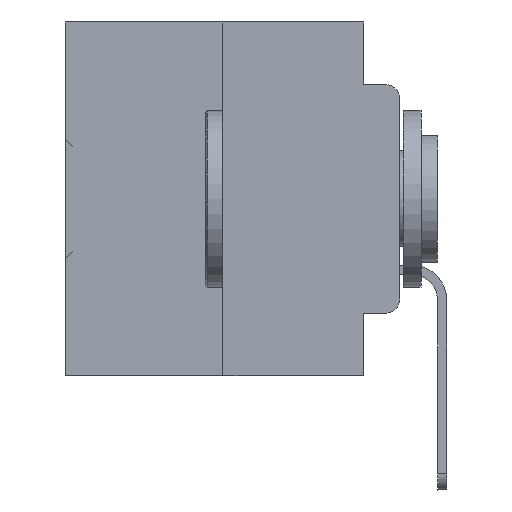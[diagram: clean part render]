
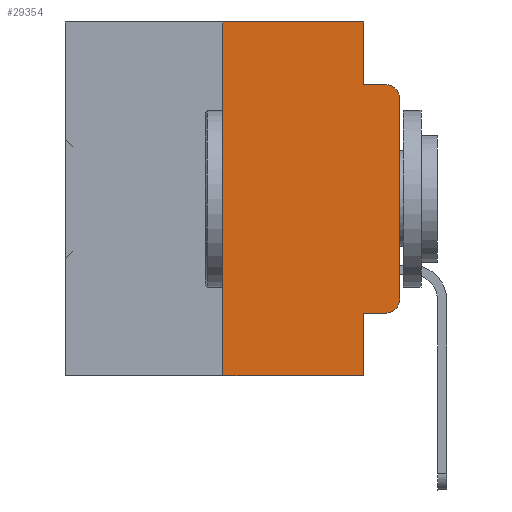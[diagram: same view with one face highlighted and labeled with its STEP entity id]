
A CAD part, left-side view. The second image highlights one B-rep face of the part: STEP entity #29354.
In plain terms, the highlighted planar face has unit normal (-1, 0, 0).
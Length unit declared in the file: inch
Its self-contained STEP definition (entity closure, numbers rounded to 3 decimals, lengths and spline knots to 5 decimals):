
#307 = LINE ( 'NONE', #5864, #1439 ) ;
#321 = CARTESIAN_POINT ( 'NONE',  ( 0., 0.051, -0.0885 ) ) ;
#559 = VERTEX_POINT ( 'NONE', #23418 ) ;
#888 = EDGE_CURVE ( 'NONE', #26891, #36882, #25704, .T. ) ;
#1439 = VECTOR ( 'NONE', #35223, 39.37008 ) ;
#1845 = LINE ( 'NONE', #25430, #18296 ) ;
#2059 = ORIENTED_EDGE ( 'NONE', *, *, #3791, .F. ) ;
#3562 = EDGE_LOOP ( 'NONE', ( #3830, #16190, #30112, #24826, #2059, #10655, #21971, #16232, #17840, #12005 ) ) ;
#3710 = CARTESIAN_POINT ( 'NONE',  ( 0., 0.25, -0.5 ) ) ;
#3791 = EDGE_CURVE ( 'NONE', #32890, #14872, #24949, .T. ) ;
#3830 = ORIENTED_EDGE ( 'NONE', *, *, #10994, .T. ) ;
#3880 = LINE ( 'NONE', #27503, #30151 ) ;
#4359 = CARTESIAN_POINT ( 'NONE',  ( 0., 0.051, -0.4115 ) ) ;
#4960 = DIRECTION ( 'NONE',  ( 1., 0., 0. ) ) ;
#5214 = EDGE_CURVE ( 'NONE', #27430, #26221, #13093, .T. ) ;
#5525 = EDGE_CURVE ( 'NONE', #26891, #27430, #30647, .T. ) ;
#5707 = CARTESIAN_POINT ( 'NONE',  ( 0., 0.473, 0. ) ) ;
#5864 = CARTESIAN_POINT ( 'NONE',  ( 0., 0.051, -0.0885 ) ) ;
#6855 = EDGE_CURVE ( 'NONE', #14872, #21560, #18567, .T. ) ;
#7443 = AXIS2_PLACEMENT_3D ( 'NONE', #20141, #28012, #13626 ) ;
#7532 = VERTEX_POINT ( 'NONE', #3710 ) ;
#9049 = DIRECTION ( 'NONE',  ( 0., 0., -1. ) ) ;
#10377 = DIRECTION ( 'NONE',  ( 0., -1., 0. ) ) ;
#10655 = ORIENTED_EDGE ( 'NONE', *, *, #31785, .F. ) ;
#10994 = EDGE_CURVE ( 'NONE', #26221, #559, #1845, .T. ) ;
#12005 = ORIENTED_EDGE ( 'NONE', *, *, #5214, .T. ) ;
#13093 = CIRCLE ( 'NONE', #7443, 0.02 ) ;
#13094 = CARTESIAN_POINT ( 'NONE',  ( 0., 0.02, -0.4115 ) ) ;
#13615 = LINE ( 'NONE', #25124, #31849 ) ;
#13626 = DIRECTION ( 'NONE',  ( 0., 0., -1. ) ) ;
#13728 = VECTOR ( 'NONE', #9049, 39.37008 ) ;
#14872 = VERTEX_POINT ( 'NONE', #19666 ) ;
#16190 = ORIENTED_EDGE ( 'NONE', *, *, #32304, .T. ) ;
#16232 = ORIENTED_EDGE ( 'NONE', *, *, #888, .F. ) ;
#16683 = DIRECTION ( 'NONE',  ( 0., 0., -1. ) ) ;
#17840 = ORIENTED_EDGE ( 'NONE', *, *, #5525, .T. ) ;
#18296 = VECTOR ( 'NONE', #19501, 39.37008 ) ;
#18567 = LINE ( 'NONE', #33738, #13728 ) ;
#18868 = EDGE_CURVE ( 'NONE', #21560, #21855, #307, .T. ) ;
#19050 = DIRECTION ( 'NONE',  ( 0., 0., 1. ) ) ;
#19501 = DIRECTION ( 'NONE',  ( 0., 0., 1. ) ) ;
#19666 = CARTESIAN_POINT ( 'NONE',  ( 0., 0.051, 0. ) ) ;
#19778 = AXIS2_PLACEMENT_3D ( 'NONE', #32833, #31977, #31400 ) ;
#20141 = CARTESIAN_POINT ( 'NONE',  ( 0., 0.02, -0.3915 ) ) ;
#20317 = CARTESIAN_POINT ( 'NONE',  ( 0., 0.051, 0. ) ) ;
#20488 = DIRECTION ( 'NONE',  ( 0., 0., -1. ) ) ;
#20815 = CARTESIAN_POINT ( 'NONE',  ( 0., 0.051, -0.4115 ) ) ;
#21560 = VERTEX_POINT ( 'NONE', #321 ) ;
#21855 = VERTEX_POINT ( 'NONE', #33702 ) ;
#21971 = ORIENTED_EDGE ( 'NONE', *, *, #27933, .T. ) ;
#22337 = VECTOR ( 'NONE', #24894, 39.37008 ) ;
#22661 = CARTESIAN_POINT ( 'NONE',  ( 0., 0., -0.3915 ) ) ;
#23418 = CARTESIAN_POINT ( 'NONE',  ( 0., 0., -0.1085 ) ) ;
#23604 = VECTOR ( 'NONE', #10377, 39.37008 ) ;
#24826 = ORIENTED_EDGE ( 'NONE', *, *, #6855, .F. ) ;
#24894 = DIRECTION ( 'NONE',  ( 0., -1., 0. ) ) ;
#24949 = LINE ( 'NONE', #36656, #23604 ) ;
#25124 = CARTESIAN_POINT ( 'NONE',  ( 0., 0.473, -0.5 ) ) ;
#25430 = CARTESIAN_POINT ( 'NONE',  ( 0., 0., 0. ) ) ;
#25704 = LINE ( 'NONE', #20317, #29526 ) ;
#26221 = VERTEX_POINT ( 'NONE', #22661 ) ;
#26891 = VERTEX_POINT ( 'NONE', #20815 ) ;
#27430 = VERTEX_POINT ( 'NONE', #13094 ) ;
#27503 = CARTESIAN_POINT ( 'NONE',  ( 0., 0.25, 0. ) ) ;
#27933 = EDGE_CURVE ( 'NONE', #7532, #36882, #13615, .T. ) ;
#28012 = DIRECTION ( 'NONE',  ( -1., 0., 0. ) ) ;
#29354 = ADVANCED_FACE ( 'NONE', ( #31828 ), #34145, .F. ) ;
#29526 = VECTOR ( 'NONE', #20488, 39.37008 ) ;
#30112 = ORIENTED_EDGE ( 'NONE', *, *, #18868, .F. ) ;
#30151 = VECTOR ( 'NONE', #19050, 39.37008 ) ;
#30178 = CIRCLE ( 'NONE', #19778, 0.02 ) ;
#30647 = LINE ( 'NONE', #4359, #22337 ) ;
#30858 = DIRECTION ( 'NONE',  ( 0., -1., 0. ) ) ;
#31400 = DIRECTION ( 'NONE',  ( 0., 0., -1. ) ) ;
#31785 = EDGE_CURVE ( 'NONE', #7532, #32890, #3880, .T. ) ;
#31828 = FACE_OUTER_BOUND ( 'NONE', #3562, .T. ) ;
#31849 = VECTOR ( 'NONE', #30858, 39.37008 ) ;
#31977 = DIRECTION ( 'NONE',  ( -1., 0., 0. ) ) ;
#32304 = EDGE_CURVE ( 'NONE', #559, #21855, #30178, .T. ) ;
#32447 = AXIS2_PLACEMENT_3D ( 'NONE', #5707, #4960, #16683 ) ;
#32833 = CARTESIAN_POINT ( 'NONE',  ( 0., 0.02, -0.1085 ) ) ;
#32890 = VERTEX_POINT ( 'NONE', #33098 ) ;
#33098 = CARTESIAN_POINT ( 'NONE',  ( 0., 0.25, 0. ) ) ;
#33702 = CARTESIAN_POINT ( 'NONE',  ( 0., 0.02, -0.0885 ) ) ;
#33738 = CARTESIAN_POINT ( 'NONE',  ( 0., 0.051, 0. ) ) ;
#34145 = PLANE ( 'NONE',  #32447 ) ;
#35223 = DIRECTION ( 'NONE',  ( 0., -1., 0. ) ) ;
#36463 = CARTESIAN_POINT ( 'NONE',  ( 0., 0.051, -0.5 ) ) ;
#36656 = CARTESIAN_POINT ( 'NONE',  ( 0., 0.473, 0. ) ) ;
#36882 = VERTEX_POINT ( 'NONE', #36463 ) ;
